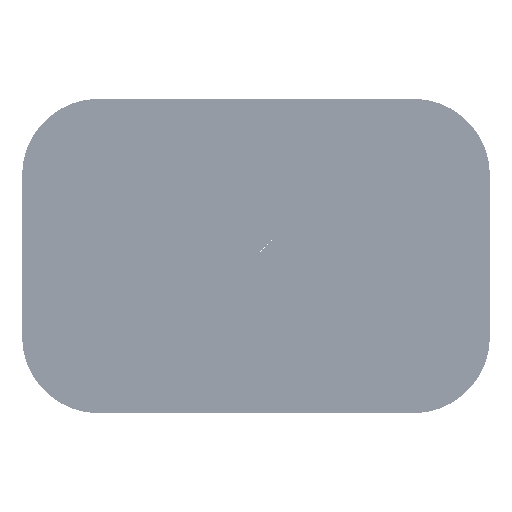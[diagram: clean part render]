
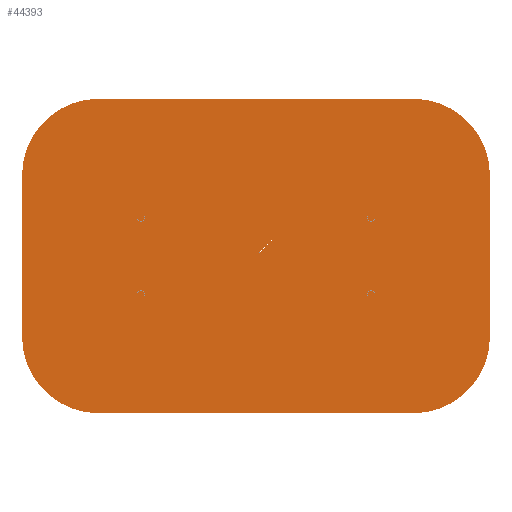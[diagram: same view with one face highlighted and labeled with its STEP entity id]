
A CAD part, front view. The second image highlights one B-rep face of the part: STEP entity #44393.
In plain terms, the highlighted face is planar.
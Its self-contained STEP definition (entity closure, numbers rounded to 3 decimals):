
#464 = EDGE_LOOP ( 'NONE', ( #8077, #8160, #8222, #8621, #8690, #9124, #9195, #9538 ) ) ;
#1545 = VERTEX_POINT ( 'NONE', #16648 ) ;
#3295 = VERTEX_POINT ( 'NONE', #47848 ) ;
#4827 = CARTESIAN_POINT ( 'NONE',  ( 3872.519, 1050., 0. ) ) ;
#5465 = DIRECTION ( 'NONE',  ( 1., 0., 0. ) ) ;
#8077 = ORIENTED_EDGE ( 'NONE', *, *, #45578, .T. ) ;
#8160 = ORIENTED_EDGE ( 'NONE', *, *, #15726, .T. ) ;
#8222 = ORIENTED_EDGE ( 'NONE', *, *, #42287, .T. ) ;
#8233 = VECTOR ( 'NONE', #25573, 1000. ) ;
#8621 = ORIENTED_EDGE ( 'NONE', *, *, #9154, .F. ) ;
#8690 = ORIENTED_EDGE ( 'NONE', *, *, #34013, .F. ) ;
#9124 = ORIENTED_EDGE ( 'NONE', *, *, #10839, .F. ) ;
#9154 = EDGE_CURVE ( 'NONE', #14478, #47387, #25716, .T. ) ;
#9195 = ORIENTED_EDGE ( 'NONE', *, *, #31618, .T. ) ;
#9378 = AXIS2_PLACEMENT_3D ( 'NONE', #45785, #45738, #45728 ) ;
#9538 = ORIENTED_EDGE ( 'NONE', *, *, #36370, .T. ) ;
#10839 = EDGE_CURVE ( 'NONE', #36446, #33405, #37068, .T. ) ;
#14469 = AXIS2_PLACEMENT_3D ( 'NONE', #30046, #30108, #30167 ) ;
#14478 = VERTEX_POINT ( 'NONE', #4827 ) ;
#14525 = CIRCLE ( 'NONE', #14469, 1000. ) ;
#14764 = VECTOR ( 'NONE', #38147, 1000. ) ;
#15726 = EDGE_CURVE ( 'NONE', #52818, #3295, #46915, .T. ) ;
#15981 = AXIS2_PLACEMENT_3D ( 'NONE', #24303, #24235, #24226 ) ;
#16019 = CIRCLE ( 'NONE', #15981, 1000. ) ;
#16648 = CARTESIAN_POINT ( 'NONE',  ( -2227.481, -1050., 0. ) ) ;
#20218 = CARTESIAN_POINT ( 'NONE',  ( 3872.519, -1050., 0. ) ) ;
#22560 = CARTESIAN_POINT ( 'NONE',  ( -1227.481, -2050., 0. ) ) ;
#23683 = DIRECTION ( 'NONE',  ( 1., 0., 0. ) ) ;
#24226 = DIRECTION ( 'NONE',  ( 1., 0., 0. ) ) ;
#24235 = DIRECTION ( 'NONE',  ( 0., 0., 1. ) ) ;
#24303 = CARTESIAN_POINT ( 'NONE',  ( -1227.481, -1050., 0. ) ) ;
#25573 = DIRECTION ( 'NONE',  ( 0., -1., 0. ) ) ;
#25583 = CARTESIAN_POINT ( 'NONE',  ( 3872.519, 1050., 0. ) ) ;
#25716 = LINE ( 'NONE', #25583, #8233 ) ;
#28935 = CARTESIAN_POINT ( 'NONE',  ( -2227.481, 1050., 0. ) ) ;
#30046 = CARTESIAN_POINT ( 'NONE',  ( 2872.519, 1050., 0. ) ) ;
#30108 = DIRECTION ( 'NONE',  ( 0., 0., -1. ) ) ;
#30167 = DIRECTION ( 'NONE',  ( -1., 0., 0. ) ) ;
#31618 = EDGE_CURVE ( 'NONE', #36446, #56059, #32848, .T. ) ;
#32848 = CIRCLE ( 'NONE', #9378, 1000. ) ;
#33405 = VERTEX_POINT ( 'NONE', #37803 ) ;
#34013 = EDGE_CURVE ( 'NONE', #33405, #14478, #14525, .T. ) ;
#34265 = CARTESIAN_POINT ( 'NONE',  ( -1227.481, 2050., 0. ) ) ;
#35442 = VECTOR ( 'NONE', #23683, 1000. ) ;
#36370 = EDGE_CURVE ( 'NONE', #56059, #1545, #38373, .T. ) ;
#36446 = VERTEX_POINT ( 'NONE', #34265 ) ;
#36775 = CIRCLE ( 'NONE', #53870, 1000. ) ;
#37068 = LINE ( 'NONE', #50516, #35442 ) ;
#37803 = CARTESIAN_POINT ( 'NONE',  ( 2872.519, 2050., 0. ) ) ;
#38147 = DIRECTION ( 'NONE',  ( 0., -1., 0. ) ) ;
#38366 = CARTESIAN_POINT ( 'NONE',  ( -2227.481, 1050., 0. ) ) ;
#38373 = LINE ( 'NONE', #38366, #14764 ) ;
#42287 = EDGE_CURVE ( 'NONE', #3295, #47387, #36775, .T. ) ;
#44393 = ADVANCED_FACE ( 'NONE', ( #56818 ), #56739, .T. ) ;
#44609 = VECTOR ( 'NONE', #46840, 1000. ) ;
#45578 = EDGE_CURVE ( 'NONE', #1545, #52818, #16019, .T. ) ;
#45728 = DIRECTION ( 'NONE',  ( 1., 0., 0. ) ) ;
#45738 = DIRECTION ( 'NONE',  ( 0., 0., 1. ) ) ;
#45785 = CARTESIAN_POINT ( 'NONE',  ( -1227.481, 1050., 0. ) ) ;
#45883 = CARTESIAN_POINT ( 'NONE',  ( 2872.519, -1050., 0. ) ) ;
#46840 = DIRECTION ( 'NONE',  ( 1., 0., 0. ) ) ;
#46889 = CARTESIAN_POINT ( 'NONE',  ( -1227.481, -2050., 0. ) ) ;
#46915 = LINE ( 'NONE', #46889, #44609 ) ;
#47387 = VERTEX_POINT ( 'NONE', #20218 ) ;
#47634 = DIRECTION ( 'NONE',  ( 0., 0., 1. ) ) ;
#47848 = CARTESIAN_POINT ( 'NONE',  ( 2872.519, -2050., 0. ) ) ;
#50516 = CARTESIAN_POINT ( 'NONE',  ( -1227.481, 2050., 0. ) ) ;
#52818 = VERTEX_POINT ( 'NONE', #22560 ) ;
#52862 = AXIS2_PLACEMENT_3D ( 'NONE', #56609, #56547, #56481 ) ;
#53870 = AXIS2_PLACEMENT_3D ( 'NONE', #45883, #47634, #5465 ) ;
#56059 = VERTEX_POINT ( 'NONE', #28935 ) ;
#56481 = DIRECTION ( 'NONE',  ( 1., 0., 0. ) ) ;
#56547 = DIRECTION ( 'NONE',  ( 0., 0., 1. ) ) ;
#56609 = CARTESIAN_POINT ( 'NONE',  ( -1227.481, -1050., 0. ) ) ;
#56739 = PLANE ( 'NONE',  #52862 ) ;
#56818 = FACE_OUTER_BOUND ( 'NONE', #464, .T. ) ;
